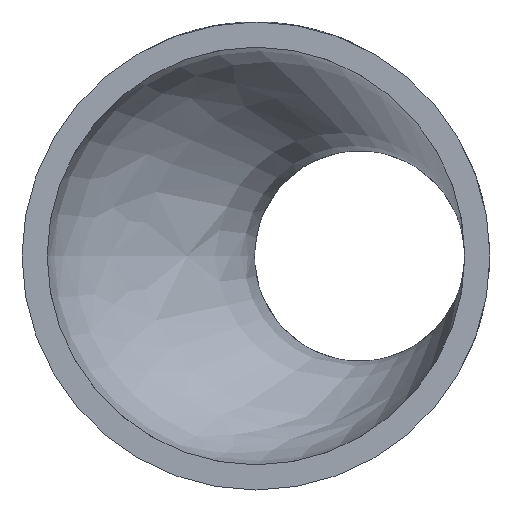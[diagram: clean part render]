
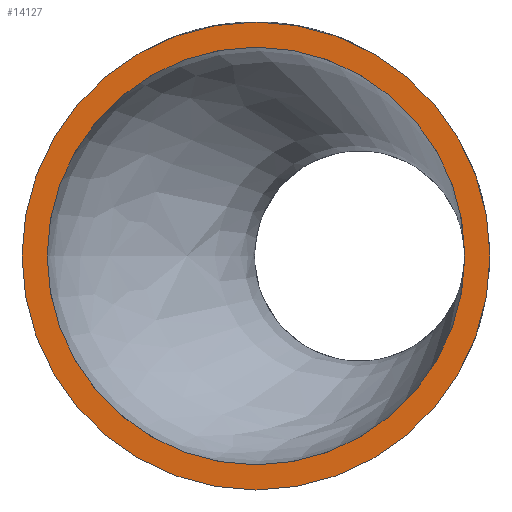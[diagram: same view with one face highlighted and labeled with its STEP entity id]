
A CAD part, left-side view. The second image highlights one B-rep face of the part: STEP entity #14127.
In plain terms, the highlighted planar face has unit normal (-1, 0, 0).
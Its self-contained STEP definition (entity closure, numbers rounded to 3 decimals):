
#213 = CARTESIAN_POINT ( 'NONE',  ( 0., 0., 21.55 ) ) ;
#223 = CARTESIAN_POINT ( 'NONE',  ( 0., 0., 0. ) ) ;
#396 = EDGE_CURVE ( 'NONE', #6785, #6785, #10663, .T. ) ;
#894 = EDGE_LOOP ( 'NONE', ( #6991 ) ) ;
#1415 = AXIS2_PLACEMENT_3D ( 'NONE', #223, #10533, #12903 ) ;
#1895 = PLANE ( 'NONE',  #15759 ) ;
#3336 = AXIS2_PLACEMENT_3D ( 'NONE', #13383, #4216, #9307 ) ;
#3863 = CIRCLE ( 'NONE', #1415, 21.55 ) ;
#4216 = DIRECTION ( 'NONE',  ( -1., 0., 0. ) ) ;
#6141 = FACE_OUTER_BOUND ( 'NONE', #894, .T. ) ;
#6785 = VERTEX_POINT ( 'NONE', #15912 ) ;
#6867 = EDGE_LOOP ( 'NONE', ( #7447 ) ) ;
#6991 = ORIENTED_EDGE ( 'NONE', *, *, #396, .T. ) ;
#7433 = CARTESIAN_POINT ( 'NONE',  ( 0., 0., 0. ) ) ;
#7447 = ORIENTED_EDGE ( 'NONE', *, *, #9977, .F. ) ;
#8696 = DIRECTION ( 'NONE',  ( -1., 0., 0. ) ) ;
#9307 = DIRECTION ( 'NONE',  ( 0., 0., 1. ) ) ;
#9977 = EDGE_CURVE ( 'NONE', #12201, #12201, #3863, .T. ) ;
#10533 = DIRECTION ( 'NONE',  ( -1., 0., 0. ) ) ;
#10663 = CIRCLE ( 'NONE', #3336, 24.15 ) ;
#11246 = FACE_BOUND ( 'NONE', #6867, .T. ) ;
#11326 = DIRECTION ( 'NONE',  ( 0., 0., 1. ) ) ;
#12201 = VERTEX_POINT ( 'NONE', #213 ) ;
#12903 = DIRECTION ( 'NONE',  ( 0., 0., 1. ) ) ;
#13383 = CARTESIAN_POINT ( 'NONE',  ( 0., 0., 0. ) ) ;
#14127 = ADVANCED_FACE ( 'NONE', ( #11246, #6141 ), #1895, .T. ) ;
#15759 = AXIS2_PLACEMENT_3D ( 'NONE', #7433, #8696, #11326 ) ;
#15912 = CARTESIAN_POINT ( 'NONE',  ( 0., 0., 24.15 ) ) ;
